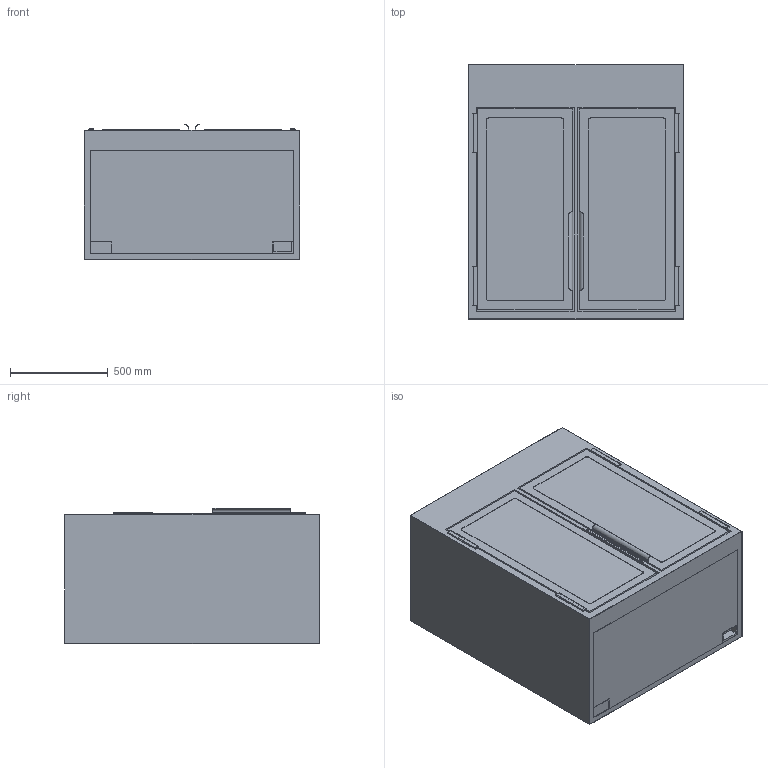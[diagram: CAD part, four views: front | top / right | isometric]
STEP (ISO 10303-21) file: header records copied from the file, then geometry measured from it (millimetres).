
FILE_DESCRIPTION (( 'STEP AP214' ), '1' );
FILE_NAME ('FRS-FB-110-Z.step', '2024-11-06T13:33:33', ( '' ), ( '' ), 'SwSTEP 2.0', 'SolidWorks 2023', '' );
FILE_SCHEMA (( 'AUTOMOTIVE_DESIGN' ));
Length unit declared in the file: millimetre
Products named in the file (4): 19-10-41790_BORD-1100-660; FRS-FB-110-Z; 19-10-41780_S-FRS-110 Korpus; 19-10-41790_FG-190-1100-660
Assembly tree (3 placements, depth 2):
  FRS-FB-110-Z
    19-10-41780_S-FRS-110 Korpus
    19-10-41790_BORD-1100-660
    19-10-41790_FG-190-1100-660
Bounding box: 1100 x 1300 x 690 mm (x, y, z)
Volume: 263991677.2 mm3; surface area: 13753581.2 mm2
Topology: 13 solids, 13 shells, 275 faces, 708 edges, 454 vertices
Faces by surface type: plane 196, cylinder 67, sphere 8, torus 4
Entity records: 8645 total; most frequent: CARTESIAN_POINT 1699, ORIENTED_EDGE 1400, DIRECTION 1370, EDGE_CURVE 700, LINE 560, VECTOR 560, VERTEX_POINT 454, AXIS2_PLACEMENT_3D 405
